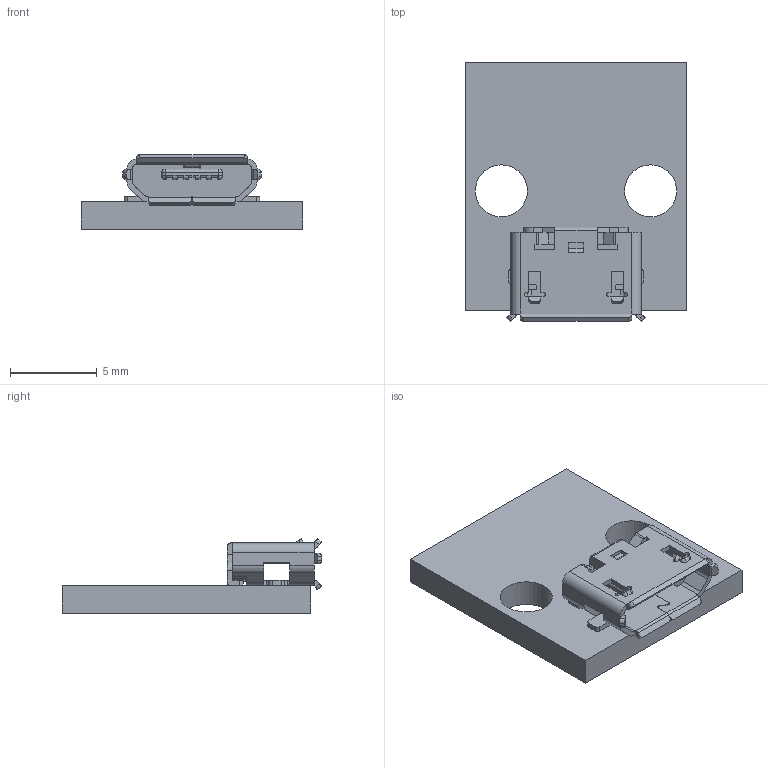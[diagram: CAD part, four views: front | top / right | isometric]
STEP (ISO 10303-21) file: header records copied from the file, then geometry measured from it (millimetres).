
FILE_DESCRIPTION((''),'2;1');
FILE_NAME('USB Micro Breakout.stp','2016-02-18T20:14:05',('Administrator'),(''),'Autodesk Inventor 2010','Autodesk Inventor 2010','');
FILE_SCHEMA(('AUTOMOTIVE_DESIGN { 1 2 10303 214 0 1 1 1 }'));
Length unit declared in the file: millimetre
Products named in the file (3): USB Micro Breakout; Platine; micro_usb_47346-0001
Assembly tree (2 placements, depth 2):
  USB Micro Breakout
    Platine
    micro_usb_47346-0001
Bounding box: 12.75 x 14.93 x 4.29 mm (x, y, z)
Volume: 313.7 mm3; surface area: 711.7 mm2
Topology: 2 solids, 2 shells, 398 faces, 1154 edges, 748 vertices
Faces by surface type: plane 281, cylinder 113, sphere 4
Full cylindrical faces by diameter (mm): 3 x2
Entity records: 13212 total; most frequent: CARTESIAN_POINT 2302, ORIENTED_EDGE 2296, DIRECTION 2183, EDGE_CURVE 1148, VECTOR 917, LINE 917, VERTEX_POINT 748, AXIS2_PLACEMENT_3D 633
